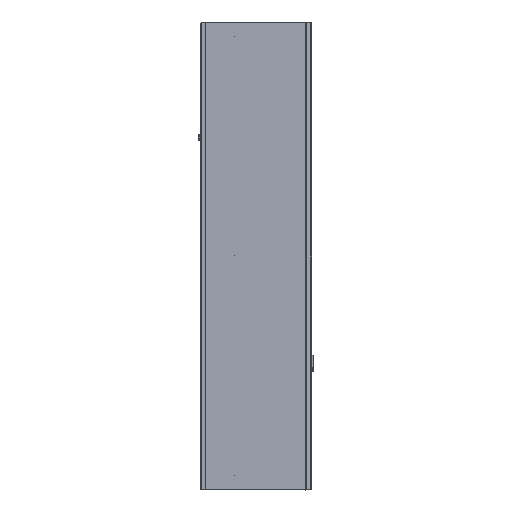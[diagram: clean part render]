
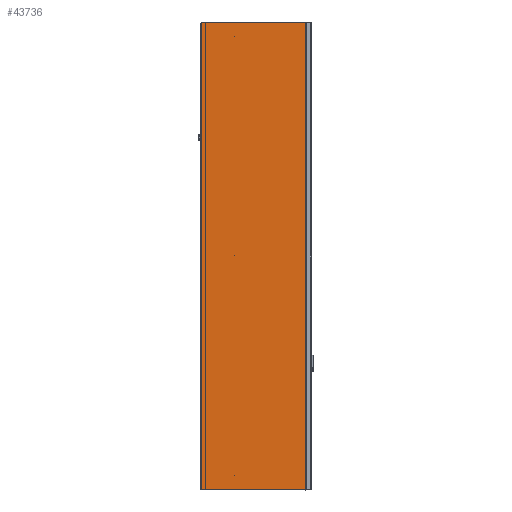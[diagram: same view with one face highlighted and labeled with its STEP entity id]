
A CAD part, left-side view. The second image highlights one B-rep face of the part: STEP entity #43736.
In plain terms, the highlighted planar face has unit normal (1, 0, 0).
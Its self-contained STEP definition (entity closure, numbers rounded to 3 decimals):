
#40924=FACE_BOUND('',#55824,.T.);
#40925=FACE_BOUND('',#55825,.T.);
#43736=ADVANCED_FACE('',(#49089,#40924,#40925),#156970,.T.);
#49089=FACE_OUTER_BOUND('',#55823,.T.);
#55823=EDGE_LOOP('',(#74706,#74707,#74708,#74709));
#55824=EDGE_LOOP('',(#74710));
#55825=EDGE_LOOP('',(#74711));
#74706=ORIENTED_EDGE('',*,*,#98275,.T.);
#74707=ORIENTED_EDGE('',*,*,#98276,.T.);
#74708=ORIENTED_EDGE('',*,*,#98277,.T.);
#74709=ORIENTED_EDGE('',*,*,#98278,.T.);
#74710=ORIENTED_EDGE('',*,*,#98279,.T.);
#74711=ORIENTED_EDGE('',*,*,#98280,.T.);
#98275=EDGE_CURVE('',#143292,#143293,#119666,.T.);
#98276=EDGE_CURVE('',#143293,#143294,#119667,.T.);
#98277=EDGE_CURVE('',#143294,#143295,#119668,.T.);
#98278=EDGE_CURVE('',#143295,#143292,#119669,.T.);
#98279=EDGE_CURVE('',#143296,#143296,#131760,.T.);
#98280=EDGE_CURVE('',#143297,#143297,#131761,.T.);
#119666=B_SPLINE_CURVE_WITH_KNOTS('',1,(#242502,#242503),.UNSPECIFIED.,
 .F.,.F.,(2,2),(0.,224.172),.UNSPECIFIED.);
#119667=B_SPLINE_CURVE_WITH_KNOTS('',1,(#242504,#242505),.UNSPECIFIED.,
 .F.,.F.,(2,2),(0.,1000.),.UNSPECIFIED.);
#119668=B_SPLINE_CURVE_WITH_KNOTS('',1,(#242506,#242507),.UNSPECIFIED.,
 .F.,.F.,(2,2),(0.,224.172),.UNSPECIFIED.);
#119669=B_SPLINE_CURVE_WITH_KNOTS('',1,(#242508,#242509),.UNSPECIFIED.,
 .F.,.F.,(2,2),(0.,1000.),.UNSPECIFIED.);
#131760=(
BOUNDED_CURVE()
B_SPLINE_CURVE(3,(#242510,#242511,#242512,#242513,#242514,#242515,#242516,
#242517,#242518,#242519,#242520,#242521,#242522,#242523,#242524,#242525,
#242526,#242527,#242528),.UNSPECIFIED.,.T.,.F.)
B_SPLINE_CURVE_WITH_KNOTS((4,3,3,3,3,3,4),(0.,8.787,17.574,
19.574,28.36,37.147,39.147),
 .UNSPECIFIED.)
CURVE()
GEOMETRIC_REPRESENTATION_ITEM()
RATIONAL_B_SPLINE_CURVE((1.,0.805,0.805,1.,0.805,
0.805,1.,1.,1.,1.,0.805,0.805,1.,0.805,
0.805,1.,1.,1.,1.))
REPRESENTATION_ITEM('')
);
#131761=(
BOUNDED_CURVE()
B_SPLINE_CURVE(3,(#242529,#242530,#242531,#242532,#242533,#242534,#242535,
#242536,#242537,#242538,#242539,#242540,#242541,#242542,#242543,#242544,
#242545,#242546,#242547),.UNSPECIFIED.,.T.,.F.)
B_SPLINE_CURVE_WITH_KNOTS((4,3,3,3,3,3,4),(0.,8.787,17.574,
19.574,28.36,37.147,39.147),
 .UNSPECIFIED.)
CURVE()
GEOMETRIC_REPRESENTATION_ITEM()
RATIONAL_B_SPLINE_CURVE((1.,0.805,0.805,1.,0.805,
0.805,1.,1.,1.,1.,0.805,0.805,1.,0.805,
0.805,1.,1.,1.,1.))
REPRESENTATION_ITEM('')
);
#143292=VERTEX_POINT('',#242496);
#143293=VERTEX_POINT('',#242497);
#143294=VERTEX_POINT('',#242498);
#143295=VERTEX_POINT('',#242499);
#143296=VERTEX_POINT('',#242500);
#143297=VERTEX_POINT('',#242501);
#156970=PLANE('',#162171);
#162171=AXIS2_PLACEMENT_3D('',#242495,#165990,$);
#165990=DIRECTION('',(1.,0.,0.));
#242495=CARTESIAN_POINT('',(-2.5,-22.601,-100.012));
#242496=CARTESIAN_POINT('',(-2.5,224.,1000.));
#242497=CARTESIAN_POINT('',(-2.5,-0.172,1000.));
#242498=CARTESIAN_POINT('',(-2.5,-0.172,0.));
#242499=CARTESIAN_POINT('',(-2.5,224.,0.));
#242500=CARTESIAN_POINT('',(-2.5,153.249,31.));
#242501=CARTESIAN_POINT('',(-2.5,153.249,501.));
#242502=CARTESIAN_POINT('',(-2.5,224.,1000.));
#242503=CARTESIAN_POINT('',(-2.5,-0.172,1000.));
#242504=CARTESIAN_POINT('',(-2.5,-0.172,1000.));
#242505=CARTESIAN_POINT('',(-2.5,-0.172,0.));
#242506=CARTESIAN_POINT('',(-2.5,-0.172,0.));
#242507=CARTESIAN_POINT('',(-2.5,224.,0.));
#242508=CARTESIAN_POINT('',(-2.5,224.,0.));
#242509=CARTESIAN_POINT('',(-2.5,224.,1000.));
#242510=CARTESIAN_POINT('',(-2.5,153.249,31.));
#242511=CARTESIAN_POINT('',(-2.5,153.249,28.071));
#242512=CARTESIAN_POINT('',(-2.5,151.178,26.));
#242513=CARTESIAN_POINT('',(-2.5,148.249,26.));
#242514=CARTESIAN_POINT('',(-2.5,145.32,26.));
#242515=CARTESIAN_POINT('',(-2.5,143.249,28.071));
#242516=CARTESIAN_POINT('',(-2.5,143.249,31.));
#242517=CARTESIAN_POINT('',(-2.5,143.249,31.667));
#242518=CARTESIAN_POINT('',(-2.5,143.249,32.333));
#242519=CARTESIAN_POINT('',(-2.5,143.249,33.));
#242520=CARTESIAN_POINT('',(-2.5,143.249,35.929));
#242521=CARTESIAN_POINT('',(-2.5,145.32,38.));
#242522=CARTESIAN_POINT('',(-2.5,148.249,38.));
#242523=CARTESIAN_POINT('',(-2.5,151.178,38.));
#242524=CARTESIAN_POINT('',(-2.5,153.249,35.929));
#242525=CARTESIAN_POINT('',(-2.5,153.249,33.));
#242526=CARTESIAN_POINT('',(-2.5,153.249,32.333));
#242527=CARTESIAN_POINT('',(-2.5,153.249,31.667));
#242528=CARTESIAN_POINT('',(-2.5,153.249,31.));
#242529=CARTESIAN_POINT('',(-2.5,153.249,501.));
#242530=CARTESIAN_POINT('',(-2.5,153.249,498.071));
#242531=CARTESIAN_POINT('',(-2.5,151.178,496.));
#242532=CARTESIAN_POINT('',(-2.5,148.249,496.));
#242533=CARTESIAN_POINT('',(-2.5,145.32,496.));
#242534=CARTESIAN_POINT('',(-2.5,143.249,498.071));
#242535=CARTESIAN_POINT('',(-2.5,143.249,501.));
#242536=CARTESIAN_POINT('',(-2.5,143.249,501.667));
#242537=CARTESIAN_POINT('',(-2.5,143.249,502.333));
#242538=CARTESIAN_POINT('',(-2.5,143.249,503.));
#242539=CARTESIAN_POINT('',(-2.5,143.249,505.929));
#242540=CARTESIAN_POINT('',(-2.5,145.32,508.));
#242541=CARTESIAN_POINT('',(-2.5,148.249,508.));
#242542=CARTESIAN_POINT('',(-2.5,151.178,508.));
#242543=CARTESIAN_POINT('',(-2.5,153.249,505.929));
#242544=CARTESIAN_POINT('',(-2.5,153.249,503.));
#242545=CARTESIAN_POINT('',(-2.5,153.249,502.333));
#242546=CARTESIAN_POINT('',(-2.5,153.249,501.667));
#242547=CARTESIAN_POINT('',(-2.5,153.249,501.));
